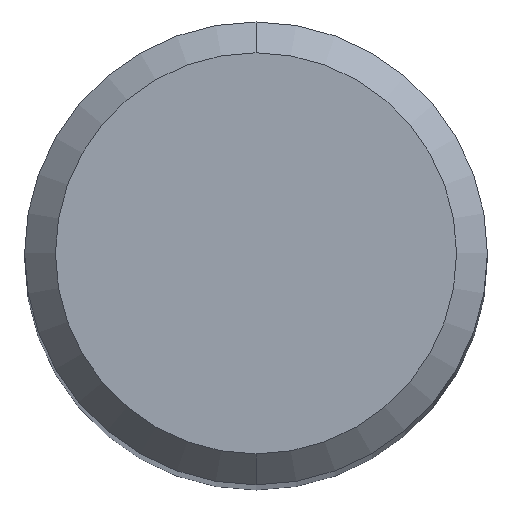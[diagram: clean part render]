
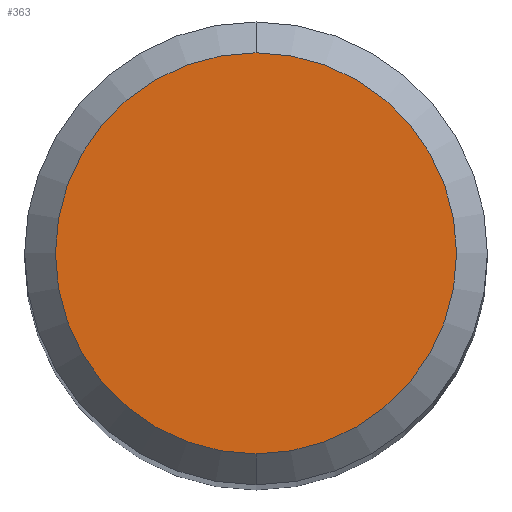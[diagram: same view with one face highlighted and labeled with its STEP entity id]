
A CAD part, top view. The second image highlights one B-rep face of the part: STEP entity #363.
In plain terms, the highlighted planar face has unit normal (0, 0, 1).
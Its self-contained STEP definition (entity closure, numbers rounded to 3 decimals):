
#199=EDGE_CURVE('',#379,#329,#518,.T.);
#329=VERTEX_POINT('',#666);
#359=EDGE_CURVE('',#329,#379,#698,.T.);
#363=ADVANCED_FACE('',(#702),#703,.T.);
#379=VERTEX_POINT('',#720);
#518=CIRCLE('',#872,2.6);
#666=CARTESIAN_POINT('',(0.0,2.6,0.0));
#698=CIRCLE('',#1183,2.6);
#702=FACE_OUTER_BOUND('',#1201,.T.);
#703=PLANE('',#1202);
#720=CARTESIAN_POINT('',(0.,-2.6,0.0));
#872=AXIS2_PLACEMENT_3D('',#1514,#1515,#1516);
#1183=AXIS2_PLACEMENT_3D('',#1734,#1735,#1736);
#1201=EDGE_LOOP('',(#1738,#1739));
#1202=AXIS2_PLACEMENT_3D('',#1740,#1741,#1742);
#1514=CARTESIAN_POINT('',(0.0,0.0,0.0));
#1515=DIRECTION('',(0.0,0.0,-1.0));
#1516=DIRECTION('',(0.0,1.0,0.0));
#1734=CARTESIAN_POINT('',(0.0,0.0,0.0));
#1735=DIRECTION('',(0.0,0.0,-1.0));
#1736=DIRECTION('',(0.0,1.0,0.0));
#1738=ORIENTED_EDGE('',*,*,#359,.F.);
#1739=ORIENTED_EDGE('',*,*,#199,.F.);
#1740=CARTESIAN_POINT('',(0.0,1.3,0.0));
#1741=DIRECTION('',(-0.0,0.0,1.0));
#1742=DIRECTION('',(0.0,-1.0,0.0));
